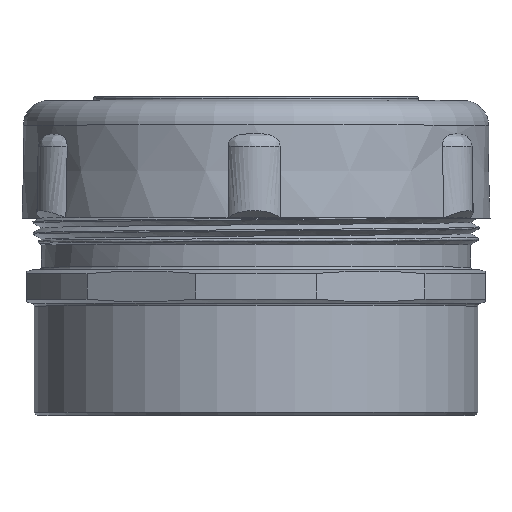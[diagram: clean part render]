
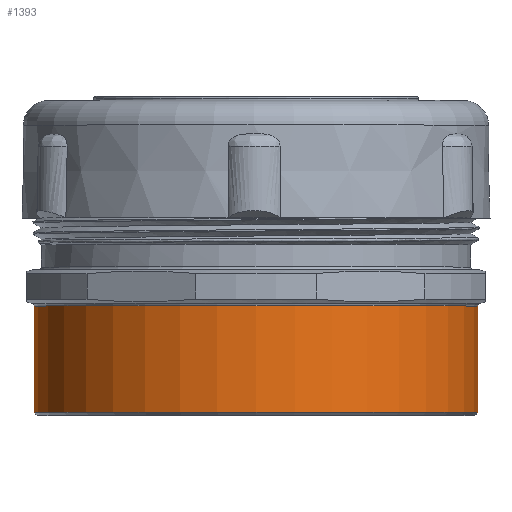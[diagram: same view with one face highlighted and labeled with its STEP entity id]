
A CAD part, top view. The second image highlights one B-rep face of the part: STEP entity #1393.
In plain terms, the highlighted cylindrical face has radius 39.613 mm (diameter 79.226 mm), a full revolution.
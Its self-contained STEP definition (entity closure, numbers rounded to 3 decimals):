
#115=FACE_OUTER_BOUND('',#198,.T.);
#198=EDGE_LOOP('',(#916,#917,#918,#919,#920));
#285=CIRCLE('',#1512,39.613);
#289=CIRCLE('',#1517,39.613);
#290=CIRCLE('',#1518,39.613);
#421=LINE('',#2990,#472);
#472=VECTOR('',#1698,39.613);
#540=VERTEX_POINT('',#2981);
#543=VERTEX_POINT('',#2989);
#544=VERTEX_POINT('',#2991);
#692=EDGE_CURVE('',#540,#540,#285,.T.);
#696=EDGE_CURVE('',#540,#543,#421,.T.);
#697=EDGE_CURVE('',#544,#543,#289,.T.);
#698=EDGE_CURVE('',#543,#544,#290,.T.);
#916=ORIENTED_EDGE('',*,*,#692,.F.);
#917=ORIENTED_EDGE('',*,*,#696,.T.);
#918=ORIENTED_EDGE('',*,*,#697,.F.);
#919=ORIENTED_EDGE('',*,*,#698,.F.);
#920=ORIENTED_EDGE('',*,*,#696,.F.);
#1285=CYLINDRICAL_SURFACE('',#1516,39.613);
#1393=ADVANCED_FACE('',(#115),#1285,.T.);
#1512=AXIS2_PLACEMENT_3D('',#2982,#1688,#1689);
#1516=AXIS2_PLACEMENT_3D('',#2988,#1696,#1697);
#1517=AXIS2_PLACEMENT_3D('',#2992,#1699,#1700);
#1518=AXIS2_PLACEMENT_3D('',#2993,#1701,#1702);
#1688=DIRECTION('center_axis',(0.,1.,0.));
#1689=DIRECTION('ref_axis',(-1.,0.,0.));
#1696=DIRECTION('center_axis',(0.,1.,0.));
#1697=DIRECTION('ref_axis',(-1.,0.,0.));
#1698=DIRECTION('',(0.,-1.,0.));
#1699=DIRECTION('center_axis',(0.,-1.,0.));
#1700=DIRECTION('ref_axis',(1.,0.,0.));
#1701=DIRECTION('center_axis',(0.,-1.,0.));
#1702=DIRECTION('ref_axis',(1.,0.,0.));
#2981=CARTESIAN_POINT('',(39.613,19.537,0.));
#2982=CARTESIAN_POINT('Origin',(0.,19.537,0.));
#2988=CARTESIAN_POINT('Origin',(0.,10.,0.));
#2989=CARTESIAN_POINT('',(39.613,0.5,0.));
#2990=CARTESIAN_POINT('',(39.613,10.,0.));
#2991=CARTESIAN_POINT('',(-39.613,0.5,0.));
#2992=CARTESIAN_POINT('Origin',(0.,0.5,0.));
#2993=CARTESIAN_POINT('Origin',(0.,0.5,0.));
